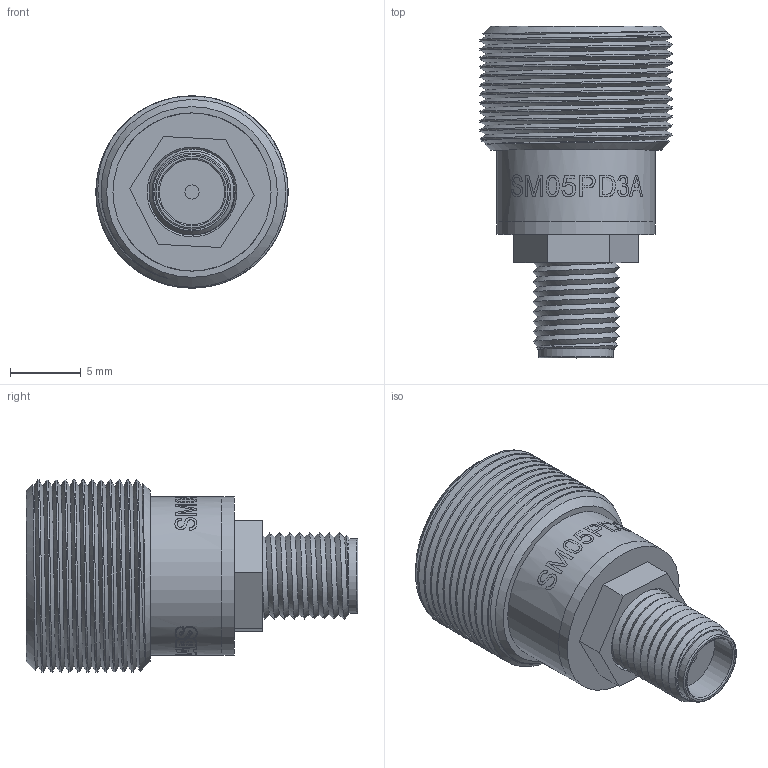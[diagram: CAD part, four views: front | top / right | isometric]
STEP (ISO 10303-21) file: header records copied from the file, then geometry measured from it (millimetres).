
FILE_DESCRIPTION (( 'STEP AP214' ), '1' );
FILE_NAME ('TTN140504-E0W.STEP', '2018-04-13T21:45:25', ( 'admin' ), ( '' ), 'SwSTEP 2.0', 'SolidWorks 2016', '' );
FILE_SCHEMA (( 'AUTOMOTIVE_DESIGN' ));
Length unit declared in the file: inch
Products named in the file (1): TTN140504-E0W
Bounding box: 13.59 x 23.46 x 13.59 mm (x, y, z)
Volume: 1599.4 mm3; surface area: 2837.1 mm2
Topology: 8 solids, 8 shells, 112 faces, 419 edges, 364 vertices
Faces by surface type: cylinder 51, plane 46, cone 7, bspline 4, torus 4
Full cylindrical faces by diameter (mm): 0.45 x2, 1 x1, 1.143 x1, 3 x1, 4.192 x1, 4.47 x1, 4.572 x1, 4.596 x2, 4.7 x1, 5.28 x1, 5.4 x1, 5.588 x1, 5.842 x1, 6.35 x1, 6.452 x1, 7.874 x2, 8.026 x1, 8.255 x1, 9.601 x1, 9.779 x1, 11.176 x2
Entity records: 10723 total; most frequent: CARTESIAN_POINT 5957, ORIENTED_EDGE 752, DIRECTION 443, EDGE_CURVE 376, VERTEX_POINT 356, B_SPLINE_CURVE_WITH_KNOTS 233, EDGE_LOOP 198, AXIS2_PLACEMENT_3D 196
